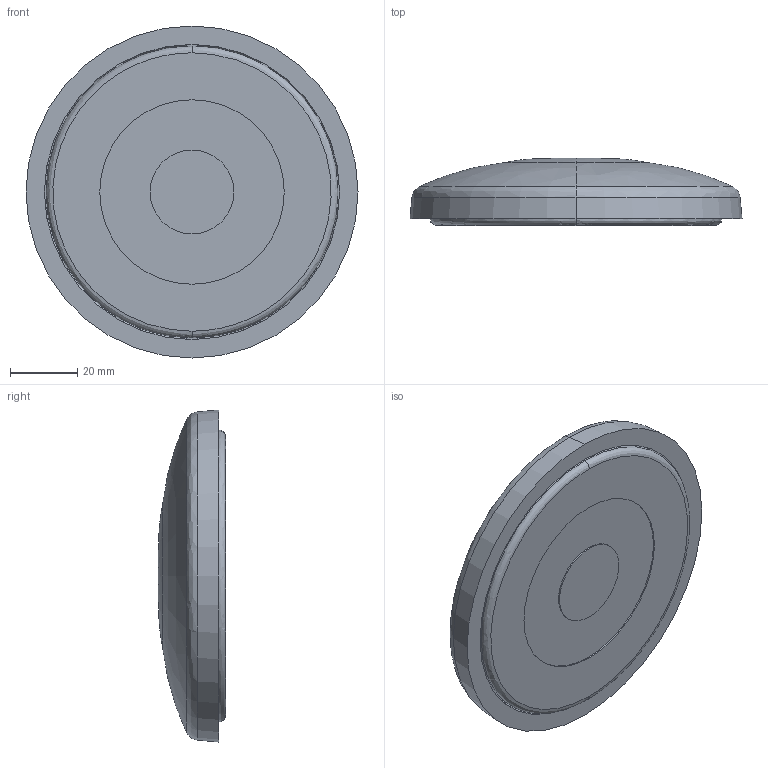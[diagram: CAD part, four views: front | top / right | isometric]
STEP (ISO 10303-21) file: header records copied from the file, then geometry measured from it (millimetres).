
FILE_DESCRIPTION (( 'STEP AP214' ), '1' );
FILE_NAME ('098d100kg.STEP', '2014-08-22T08:38:22', ( '' ), ( '' ), 'SwSTEP 2.0', 'SolidWorks 2014', '' );
FILE_SCHEMA (( 'AUTOMOTIVE_DESIGN' ));
Length unit declared in the file: millimetre
Products named in the file (1): 098d100kg
Bounding box: 99 x 20 x 99 mm (x, y, z)
Volume: 91138.5 mm3; surface area: 41817 mm2
Topology: 2 solids, 2 shells, 307 faces, 819 edges, 525 vertices
Faces by surface type: cylinder 143, plane 66, cone 56, bspline 42
Entity records: 14623 total; most frequent: CARTESIAN_POINT 3867, ORIENTED_EDGE 1634, DIRECTION 1461, EDGE_CURVE 817, AXIS2_PLACEMENT_3D 591, VERTEX_POINT 525, CIRCLE 325, EDGE_LOOP 318
